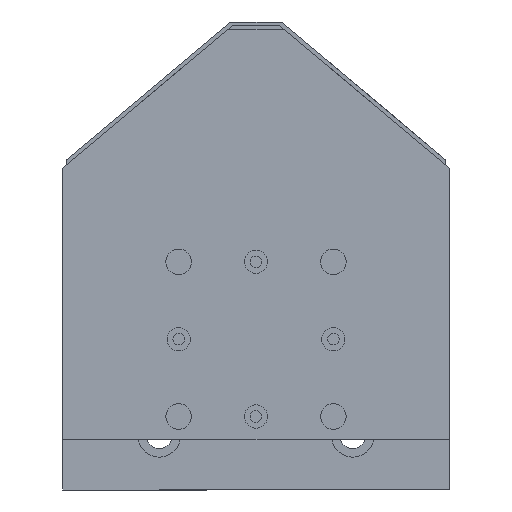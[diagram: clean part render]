
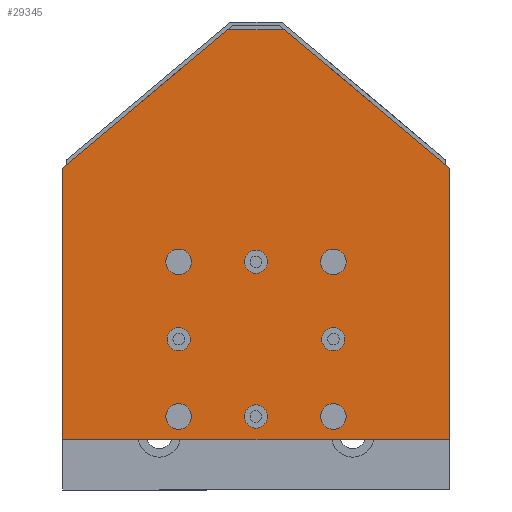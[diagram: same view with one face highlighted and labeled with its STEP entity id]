
A CAD part, left-side view. The second image highlights one B-rep face of the part: STEP entity #29345.
In plain terms, the highlighted planar face has unit normal (-1, 0, 0).
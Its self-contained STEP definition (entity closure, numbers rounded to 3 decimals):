
#27254=CARTESIAN_POINT('',(-210.0,-23.3,-20.));
#27255=VERTEX_POINT('',#27254);
#27256=CARTESIAN_POINT('',(-210.0,-20.0,-20.));
#27257=DIRECTION('',(1.0,0.0,0.0));
#27258=DIRECTION('',(0.0,1.0,0.0));
#27259=AXIS2_PLACEMENT_3D('',#27256,#27257,#27258);
#27260=CIRCLE('',#27259,3.3);
#27261=EDGE_CURVE('',#27255,#27255,#27260,.T.);
#27331=CARTESIAN_POINT('',(-210.0,16.7,20.));
#27332=VERTEX_POINT('',#27331);
#27333=CARTESIAN_POINT('',(-210.0,20.0,20.));
#27334=DIRECTION('',(1.0,0.0,0.0));
#27335=DIRECTION('',(0.0,1.0,0.0));
#27336=AXIS2_PLACEMENT_3D('',#27333,#27334,#27335);
#27337=CIRCLE('',#27336,3.3);
#27338=EDGE_CURVE('',#27332,#27332,#27337,.T.);
#27424=CARTESIAN_POINT('',(-210.0,-23.3,20.));
#27425=VERTEX_POINT('',#27424);
#27426=CARTESIAN_POINT('',(-210.0,-20.0,20.));
#27427=DIRECTION('',(1.0,0.0,0.0));
#27428=DIRECTION('',(0.0,1.0,0.0));
#27429=AXIS2_PLACEMENT_3D('',#27426,#27427,#27428);
#27430=CIRCLE('',#27429,3.3);
#27431=EDGE_CURVE('',#27425,#27425,#27430,.T.);
#27533=CARTESIAN_POINT('',(-210.0,16.7,-20.));
#27534=VERTEX_POINT('',#27533);
#27535=CARTESIAN_POINT('',(-210.0,20.0,-20.));
#27536=DIRECTION('',(1.0,0.0,0.0));
#27537=DIRECTION('',(0.0,1.0,0.0));
#27538=AXIS2_PLACEMENT_3D('',#27535,#27536,#27537);
#27539=CIRCLE('',#27538,3.3);
#27540=EDGE_CURVE('',#27534,#27534,#27539,.T.);
#27581=CARTESIAN_POINT('',(-210.0,-23.0,0.));
#27582=VERTEX_POINT('',#27581);
#27583=CARTESIAN_POINT('',(-210.0,-20.0,0.));
#27584=DIRECTION('',(1.0,0.0,0.0));
#27585=DIRECTION('',(0.0,-1.0,0.0));
#27586=AXIS2_PLACEMENT_3D('',#27583,#27584,#27585);
#27587=CIRCLE('',#27586,3.0);
#27588=EDGE_CURVE('',#27582,#27582,#27587,.T.);
#27658=CARTESIAN_POINT('',(-210.0,-3.0,20.));
#27659=VERTEX_POINT('',#27658);
#27660=CARTESIAN_POINT('',(-210.0,0.0,20.));
#27661=DIRECTION('',(1.0,0.0,0.0));
#27662=DIRECTION('',(0.0,-1.0,0.0));
#27663=AXIS2_PLACEMENT_3D('',#27660,#27661,#27662);
#27664=CIRCLE('',#27663,3.0);
#27665=EDGE_CURVE('',#27659,#27659,#27664,.T.);
#27735=CARTESIAN_POINT('',(-210.0,-3.0,-20.));
#27736=VERTEX_POINT('',#27735);
#27737=CARTESIAN_POINT('',(-210.0,0.0,-20.));
#27738=DIRECTION('',(1.0,0.0,0.0));
#27739=DIRECTION('',(0.0,-1.0,0.0));
#27740=AXIS2_PLACEMENT_3D('',#27737,#27738,#27739);
#27741=CIRCLE('',#27740,3.0);
#27742=EDGE_CURVE('',#27736,#27736,#27741,.T.);
#27812=CARTESIAN_POINT('',(-210.0,17.0,0.));
#27813=VERTEX_POINT('',#27812);
#27814=CARTESIAN_POINT('',(-210.0,20.0,0.));
#27815=DIRECTION('',(1.0,0.0,0.0));
#27816=DIRECTION('',(0.0,-1.0,0.0));
#27817=AXIS2_PLACEMENT_3D('',#27814,#27815,#27816);
#27818=CIRCLE('',#27817,3.0);
#27819=EDGE_CURVE('',#27813,#27813,#27818,.T.);
#29086=CARTESIAN_POINT('',(-210.0,-50.0,-26.));
#29087=VERTEX_POINT('',#29086);
#29094=CARTESIAN_POINT('',(-210.0,50.0,-26.));
#29095=VERTEX_POINT('',#29094);
#29096=CARTESIAN_POINT('',(-210.0,50.0,-26.));
#29097=DIRECTION('',(0.0,-1.0,0.0));
#29098=VECTOR('',#29097,100.0);
#29099=LINE('',#29096,#29098);
#29100=EDGE_CURVE('',#29095,#29087,#29099,.T.);
#29130=CARTESIAN_POINT('',(-210.0,-50.,44.195));
#29131=VERTEX_POINT('',#29130);
#29138=CARTESIAN_POINT('',(-210.0,-50.0,-26.));
#29139=DIRECTION('',(0.0,0.0,1.0));
#29140=VECTOR('',#29139,70.195);
#29141=LINE('',#29138,#29140);
#29142=EDGE_CURVE('',#29087,#29131,#29141,.T.);
#29167=CARTESIAN_POINT('',(-210.0,-7.329,80.));
#29168=VERTEX_POINT('',#29167);
#29175=CARTESIAN_POINT('',(-210.0,-50.,44.195));
#29176=DIRECTION('',(0.0,0.766,0.643));
#29177=VECTOR('',#29176,55.703);
#29178=LINE('',#29175,#29177);
#29179=EDGE_CURVE('',#29131,#29168,#29178,.T.);
#29198=CARTESIAN_POINT('',(-210.0,7.329,80.));
#29199=VERTEX_POINT('',#29198);
#29206=CARTESIAN_POINT('',(-210.0,-7.329,80.));
#29207=DIRECTION('',(0.0,1.0,0.0));
#29208=VECTOR('',#29207,14.659);
#29209=LINE('',#29206,#29208);
#29210=EDGE_CURVE('',#29168,#29199,#29209,.T.);
#29229=CARTESIAN_POINT('',(-210.0,50.,44.195));
#29230=VERTEX_POINT('',#29229);
#29237=CARTESIAN_POINT('',(-210.0,7.329,80.));
#29238=DIRECTION('',(0.0,0.766,-0.643));
#29239=VECTOR('',#29238,55.703);
#29240=LINE('',#29237,#29239);
#29241=EDGE_CURVE('',#29199,#29230,#29240,.T.);
#29259=CARTESIAN_POINT('',(-210.0,50.,44.195));
#29260=DIRECTION('',(0.0,0.0,-1.0));
#29261=VECTOR('',#29260,70.195);
#29262=LINE('',#29259,#29261);
#29263=EDGE_CURVE('',#29230,#29095,#29262,.T.);
#29308=CARTESIAN_POINT('',(-210.0,0.,18.469));
#29309=DIRECTION('',(1.0,0.0,0.0));
#29310=DIRECTION('',(0.0,1.0,0.0));
#29311=AXIS2_PLACEMENT_3D('',#29308,#29309,#29310);
#29312=PLANE('',#29311);
#29313=ORIENTED_EDGE('',*,*,#29100,.T.);
#29314=ORIENTED_EDGE('',*,*,#29142,.T.);
#29315=ORIENTED_EDGE('',*,*,#29179,.T.);
#29316=ORIENTED_EDGE('',*,*,#29210,.T.);
#29317=ORIENTED_EDGE('',*,*,#29241,.T.);
#29318=ORIENTED_EDGE('',*,*,#29263,.T.);
#29319=EDGE_LOOP('',(#29313,#29314,#29315,#29316,#29317,#29318));
#29320=FACE_OUTER_BOUND('',#29319,.T.);
#29321=ORIENTED_EDGE('',*,*,#27261,.T.);
#29322=EDGE_LOOP('',(#29321));
#29323=FACE_BOUND('',#29322,.T.);
#29324=ORIENTED_EDGE('',*,*,#27338,.T.);
#29325=EDGE_LOOP('',(#29324));
#29326=FACE_BOUND('',#29325,.T.);
#29327=ORIENTED_EDGE('',*,*,#27431,.T.);
#29328=EDGE_LOOP('',(#29327));
#29329=FACE_BOUND('',#29328,.T.);
#29330=ORIENTED_EDGE('',*,*,#27540,.T.);
#29331=EDGE_LOOP('',(#29330));
#29332=FACE_BOUND('',#29331,.T.);
#29333=ORIENTED_EDGE('',*,*,#27588,.T.);
#29334=EDGE_LOOP('',(#29333));
#29335=FACE_BOUND('',#29334,.T.);
#29336=ORIENTED_EDGE('',*,*,#27665,.T.);
#29337=EDGE_LOOP('',(#29336));
#29338=FACE_BOUND('',#29337,.T.);
#29339=ORIENTED_EDGE('',*,*,#27742,.T.);
#29340=EDGE_LOOP('',(#29339));
#29341=FACE_BOUND('',#29340,.T.);
#29342=ORIENTED_EDGE('',*,*,#27819,.T.);
#29343=EDGE_LOOP('',(#29342));
#29344=FACE_BOUND('',#29343,.T.);
#29345=ADVANCED_FACE('',(#29320,#29323,#29326,#29329,#29332,#29335,#29338,#29341,#29344),#29312,.F.);
